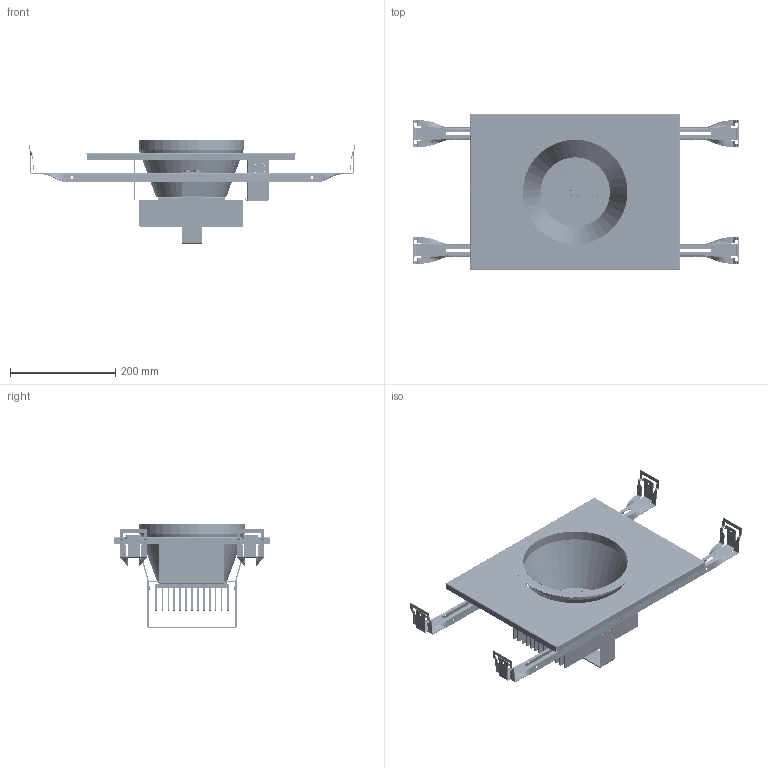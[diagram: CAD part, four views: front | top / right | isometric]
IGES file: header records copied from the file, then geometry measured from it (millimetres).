
Start section: SolidWorks IGES file using analytic representation for surfaces
Global section: file name: ALF.IGS; native system: SolidWorks 2017; preprocessor: SolidWorks 2017; author: vincent; date: 170815.141735; units: inch
Bounding box: 620.05 x 298.45 x 197.63 mm (x, y, z)
Surface area: 1020914.5 mm2 (no closed solid volume)
Topology: 0 solids, 0 shells, 6234 faces, 61988 edges, 61942 vertices
Faces by surface type: bspline 3853, revolution 2381
